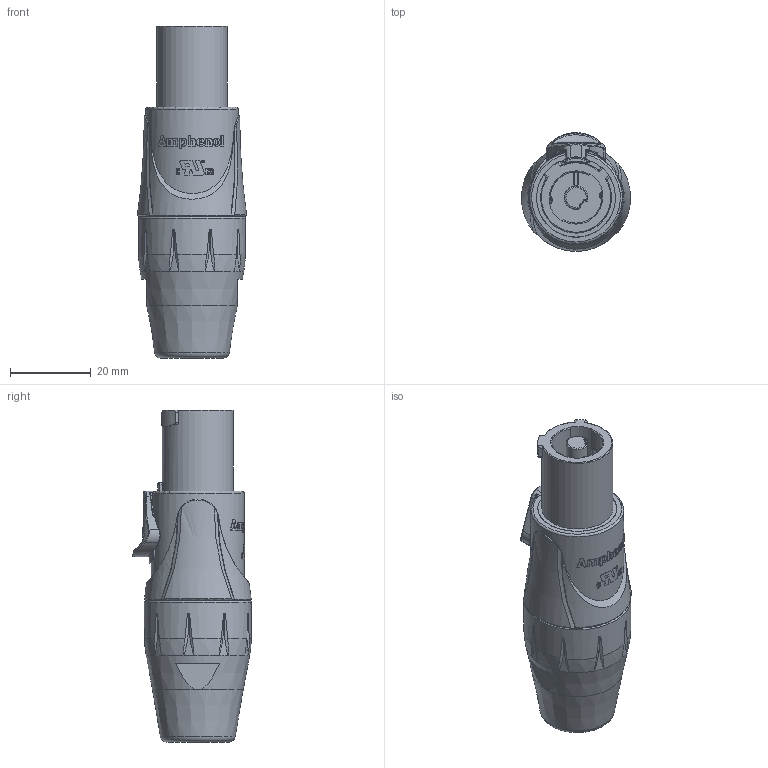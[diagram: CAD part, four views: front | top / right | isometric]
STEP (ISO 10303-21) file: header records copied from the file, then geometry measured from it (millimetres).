
FILE_DESCRIPTION(/* description */ (''),/* implementation_level */ '2;1');
FILE_NAME(/* name */ 'HP-3-F.stp',/* time_stamp */ '2020-03-18T10:40:06+11:00',/* author */ ('thien'),/* organization */ (''),/* preprocessor_version */ 'ST-DEVELOPER v17',/* originating_system */ 'Autodesk Inventor 2018',/* authorisation */ '');
FILE_SCHEMA (('CONFIG_CONTROL_DESIGN'));
Length unit declared in the file: inch
Products named in the file (2): Power conn assy; 55010925-000_Substitute_1
Assembly tree (1 placements, depth 2):
  Power conn assy
    55010925-000_Substitute_1
Bounding box: 27.01 x 29.38 x 82.3 mm (x, y, z)
Volume: 20410 mm3; surface area: 27535.2 mm2
Topology: 11 solids, 11 shells, 1562 faces, 4234 edges, 2737 vertices
Faces by surface type: plane 561, cylinder 425, bspline 378, cone 108, torus 68, sphere 22
Full cylindrical faces by diameter (mm): 2 x9, 2.25 x3, 2.3 x3, 2.459 x3, 3 x1, 3.6 x3, 4 x1, 4.2 x1, 16.2 x2, 17.6 x1, 18.6 x2, 20.64 x2, 21.92 x1, 22.72 x6, 23 x1, 24.05 x1, 24.5 x6, 24.6 x1, 26.5 x1
Entity records: 92216 total; most frequent: CARTESIAN_POINT 55581, ORIENTED_EDGE 8422, DIRECTION 6520, EDGE_CURVE 4211, VERTEX_POINT 2738, AXIS2_PLACEMENT_3D 2435, EDGE_LOOP 1669, LINE 1650
